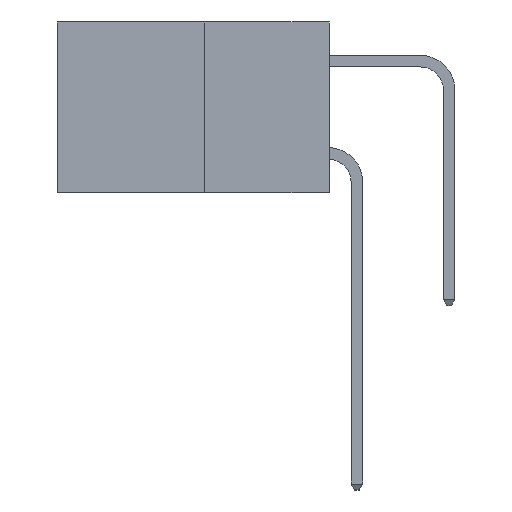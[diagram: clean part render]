
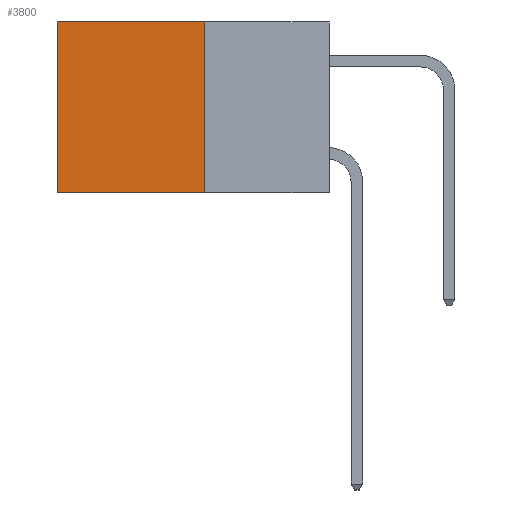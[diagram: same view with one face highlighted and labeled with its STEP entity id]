
A CAD part, left-side view. The second image highlights one B-rep face of the part: STEP entity #3800.
In plain terms, the highlighted planar face has unit normal (-1, 0, 0).
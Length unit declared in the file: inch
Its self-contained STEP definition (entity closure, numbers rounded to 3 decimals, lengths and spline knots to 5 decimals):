
#646 = VERTEX_POINT ( 'NONE', #5991 ) ;
#774 = DIRECTION ( 'NONE',  ( 0., 0., -1. ) ) ;
#902 = DIRECTION ( 'NONE',  ( 0., 1., 0. ) ) ;
#1064 = VERTEX_POINT ( 'NONE', #4065 ) ;
#1343 = ORIENTED_EDGE ( 'NONE', *, *, #5862, .F. ) ;
#1726 = CARTESIAN_POINT ( 'NONE',  ( 0.277, 0.27, -0.37 ) ) ;
#1873 = LINE ( 'NONE', #11129, #3972 ) ;
#1890 = DIRECTION ( 'NONE',  ( 0., 0., -1. ) ) ;
#1952 = DIRECTION ( 'NONE',  ( 0., 1., 0. ) ) ;
#2337 = EDGE_LOOP ( 'NONE', ( #3438, #8050, #1343, #6048 ) ) ;
#2421 = LINE ( 'NONE', #6298, #4792 ) ;
#2617 = DIRECTION ( 'NONE',  ( 0., 0., -1. ) ) ;
#2639 = AXIS2_PLACEMENT_3D ( 'NONE', #1726, #7838, #2617 ) ;
#3397 = LINE ( 'NONE', #6363, #8011 ) ;
#3438 = ORIENTED_EDGE ( 'NONE', *, *, #11154, .T. ) ;
#3800 = ADVANCED_FACE ( 'NONE', ( #11100 ), #4370, .F. ) ;
#3904 = CARTESIAN_POINT ( 'NONE',  ( 0.277, 0.27, -0.37 ) ) ;
#3972 = VECTOR ( 'NONE', #774, 39.37008 ) ;
#4065 = CARTESIAN_POINT ( 'NONE',  ( 0.277, 0.59, -0.37 ) ) ;
#4370 = PLANE ( 'NONE',  #2639 ) ;
#4522 = LINE ( 'NONE', #7877, #8844 ) ;
#4792 = VECTOR ( 'NONE', #1890, 39.37008 ) ;
#5636 = VERTEX_POINT ( 'NONE', #10238 ) ;
#5862 = EDGE_CURVE ( 'NONE', #5636, #10933, #2421, .T. ) ;
#5991 = CARTESIAN_POINT ( 'NONE',  ( 0.277, 0.59, 0. ) ) ;
#6048 = ORIENTED_EDGE ( 'NONE', *, *, #10712, .T. ) ;
#6298 = CARTESIAN_POINT ( 'NONE',  ( 0.277, 0.27, -0.37 ) ) ;
#6363 = CARTESIAN_POINT ( 'NONE',  ( 0.277, 0.27, -0.37 ) ) ;
#6469 = EDGE_CURVE ( 'NONE', #10933, #1064, #3397, .T. ) ;
#7838 = DIRECTION ( 'NONE',  ( 1., 0., 0. ) ) ;
#7877 = CARTESIAN_POINT ( 'NONE',  ( 0.277, 0.27, 0. ) ) ;
#8011 = VECTOR ( 'NONE', #1952, 39.37008 ) ;
#8050 = ORIENTED_EDGE ( 'NONE', *, *, #6469, .F. ) ;
#8844 = VECTOR ( 'NONE', #902, 39.37008 ) ;
#10238 = CARTESIAN_POINT ( 'NONE',  ( 0.277, 0.27, 0. ) ) ;
#10712 = EDGE_CURVE ( 'NONE', #5636, #646, #4522, .T. ) ;
#10933 = VERTEX_POINT ( 'NONE', #3904 ) ;
#11100 = FACE_OUTER_BOUND ( 'NONE', #2337, .T. ) ;
#11129 = CARTESIAN_POINT ( 'NONE',  ( 0.277, 0.59, -0.37 ) ) ;
#11154 = EDGE_CURVE ( 'NONE', #646, #1064, #1873, .T. ) ;
